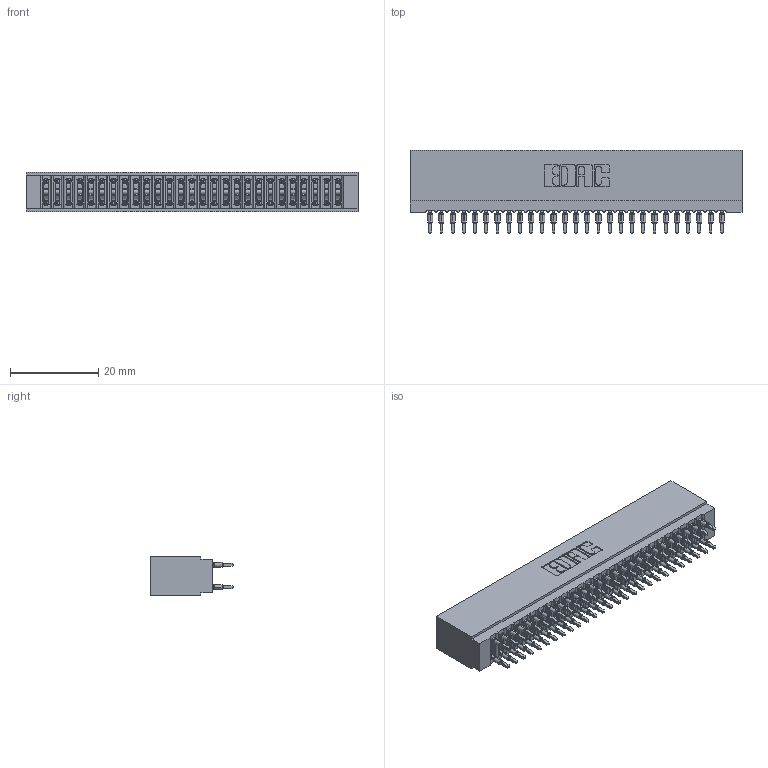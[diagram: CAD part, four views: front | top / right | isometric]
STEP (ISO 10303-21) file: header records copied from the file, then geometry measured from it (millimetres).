
FILE_DESCRIPTION (( 'STEP AP203' ), '1' );
FILE_NAME ('725-054-560-201.STEP', '2026-02-24T18:01:02', ( '' ), ( '' ), 'SwSTEP 2.0', 'SolidWorks 2023', '' );
FILE_SCHEMA (( 'CONFIG_CONTROL_DESIGN' ));
Length unit declared in the file: millimetre
Products named in the file (3): 745-292-001_560; 725-054-560-201; 725 Part_Insulator Option - 01
Assembly tree (55 placements, depth 2):
  725-054-560-201
    725 Part_Insulator Option - 01
    745-292-001_560  x54
Bounding box: 75.18 x 18.8 x 8.89 mm (x, y, z)
Volume: 6237.2 mm3; surface area: 13704.4 mm2
Topology: 55 solids, 55 shells, 5414 faces, 14807 edges, 9402 vertices
Faces by surface type: plane 2809, cylinder 1201, bspline 1080, torus 324
Entity records: 47790 total; most frequent: CARTESIAN_POINT 8797, ORIENTED_EDGE 8202, DIRECTION 7185, EDGE_CURVE 4101, LINE 3749, VECTOR 3749, VERTEX_POINT 2618, AXIS2_PLACEMENT_3D 1718
